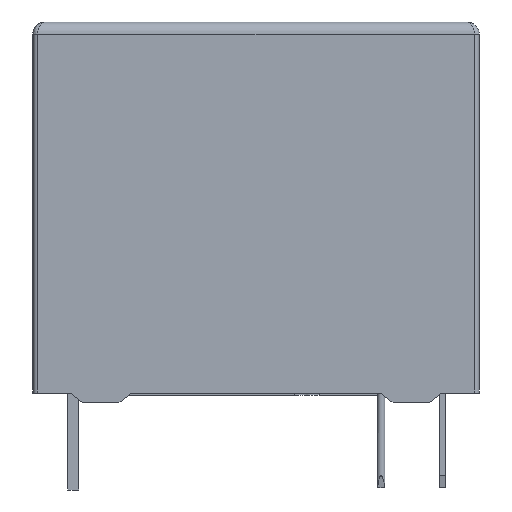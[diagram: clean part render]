
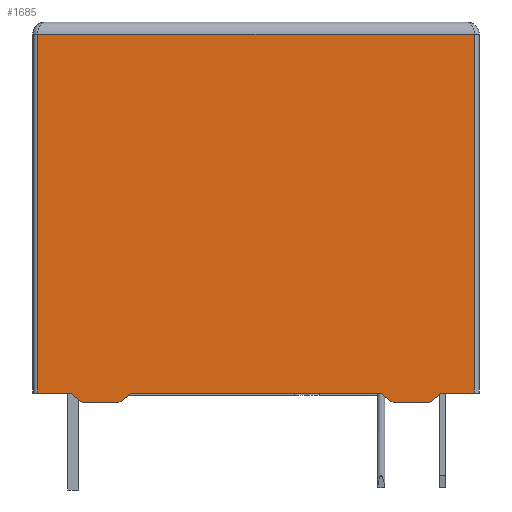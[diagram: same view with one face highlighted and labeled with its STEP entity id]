
A CAD part, front view. The second image highlights one B-rep face of the part: STEP entity #1685.
In plain terms, the highlighted planar face has unit normal (0, -1, 0).
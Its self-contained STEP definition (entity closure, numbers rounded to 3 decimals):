
#1685=ADVANCED_FACE('',(#2305),#1986,.F.);
#1986=PLANE('',#8375);
#2305=FACE_OUTER_BOUND('',#2704,.T.);
#2704=EDGE_LOOP('',(#4301,#4302,#4303,#4304,#4305,#4306,#4307,#4308,#4309,
#4310,#4311,#4312));
#4301=ORIENTED_EDGE('',*,*,#6165,.T.);
#4302=ORIENTED_EDGE('',*,*,#6166,.T.);
#4303=ORIENTED_EDGE('',*,*,#6167,.T.);
#4304=ORIENTED_EDGE('',*,*,#6067,.F.);
#4305=ORIENTED_EDGE('',*,*,#6168,.F.);
#4306=ORIENTED_EDGE('',*,*,#6169,.F.);
#4307=ORIENTED_EDGE('',*,*,#6170,.F.);
#4308=ORIENTED_EDGE('',*,*,#6066,.F.);
#4309=ORIENTED_EDGE('',*,*,#6171,.F.);
#4310=ORIENTED_EDGE('',*,*,#6172,.F.);
#4311=ORIENTED_EDGE('',*,*,#6173,.F.);
#4312=ORIENTED_EDGE('',*,*,#6055,.F.);
#5183=VERTEX_POINT('',#11758);
#5184=VERTEX_POINT('',#11760);
#5192=VERTEX_POINT('',#11777);
#5194=VERTEX_POINT('',#11781);
#5195=VERTEX_POINT('',#11785);
#5196=VERTEX_POINT('',#11786);
#5285=VERTEX_POINT('',#11988);
#5286=VERTEX_POINT('',#11990);
#5287=VERTEX_POINT('',#11993);
#5288=VERTEX_POINT('',#11995);
#5289=VERTEX_POINT('',#11998);
#5290=VERTEX_POINT('',#12000);
#6055=EDGE_CURVE('',#5183,#5184,#6909,.T.);
#6066=EDGE_CURVE('',#5194,#5192,#6919,.T.);
#6067=EDGE_CURVE('',#5195,#5196,#6920,.T.);
#6165=EDGE_CURVE('',#5183,#5285,#7011,.T.);
#6166=EDGE_CURVE('',#5285,#5286,#7012,.T.);
#6167=EDGE_CURVE('',#5286,#5196,#7013,.T.);
#6168=EDGE_CURVE('',#5287,#5195,#7014,.T.);
#6169=EDGE_CURVE('',#5288,#5287,#7015,.T.);
#6170=EDGE_CURVE('',#5192,#5288,#7016,.T.);
#6171=EDGE_CURVE('',#5289,#5194,#7017,.T.);
#6172=EDGE_CURVE('',#5290,#5289,#7018,.T.);
#6173=EDGE_CURVE('',#5184,#5290,#7019,.T.);
#6909=LINE('',#11759,#7733);
#6919=LINE('',#11782,#7743);
#6920=LINE('',#11784,#7744);
#7011=LINE('',#11987,#7835);
#7012=LINE('',#11989,#7836);
#7013=LINE('',#11991,#7837);
#7014=LINE('',#11992,#7838);
#7015=LINE('',#11994,#7839);
#7016=LINE('',#11996,#7840);
#7017=LINE('',#11997,#7841);
#7018=LINE('',#11999,#7842);
#7019=LINE('',#12001,#7843);
#7733=VECTOR('',#9826,1.);
#7743=VECTOR('',#9840,1.);
#7744=VECTOR('',#9843,1.);
#7835=VECTOR('',#9978,1.);
#7836=VECTOR('',#9979,1.);
#7837=VECTOR('',#9980,1.);
#7838=VECTOR('',#9981,1.);
#7839=VECTOR('',#9982,1.);
#7840=VECTOR('',#9983,1.);
#7841=VECTOR('',#9984,1.);
#7842=VECTOR('',#9985,1.);
#7843=VECTOR('',#9986,1.);
#8375=AXIS2_PLACEMENT_3D('',#12002,#9987,#9988);
#9826=DIRECTION('',(1.,0.,0.));
#9840=DIRECTION('',(1.,0.,0.));
#9843=DIRECTION('',(1.,0.,0.));
#9978=DIRECTION('',(0.,0.,-1.));
#9979=DIRECTION('',(1.,0.,0.));
#9980=DIRECTION('',(0.,0.,1.));
#9981=DIRECTION('',(0.781,0.,-0.625));
#9982=DIRECTION('',(1.,0.,0.));
#9983=DIRECTION('',(0.781,0.,0.625));
#9984=DIRECTION('',(0.781,0.,-0.625));
#9985=DIRECTION('',(1.,0.,0.));
#9986=DIRECTION('',(0.781,0.,0.625));
#9987=DIRECTION('',(0.,1.,0.));
#9988=DIRECTION('',(0.,0.,1.));
#11758=CARTESIAN_POINT('',(-9.,-5.1,15.3));
#11759=CARTESIAN_POINT('',(-9.2,-5.1,15.3));
#11760=CARTESIAN_POINT('',(-7.65,-5.1,15.3));
#11777=CARTESIAN_POINT('',(5.15,-5.1,15.3));
#11781=CARTESIAN_POINT('',(-5.15,-5.1,15.3));
#11782=CARTESIAN_POINT('',(-9.2,-5.1,15.3));
#11784=CARTESIAN_POINT('',(-9.2,-5.1,15.3));
#11785=CARTESIAN_POINT('',(7.65,-5.1,15.3));
#11786=CARTESIAN_POINT('',(9.,-5.1,15.3));
#11987=CARTESIAN_POINT('',(-9.,-5.1,15.3));
#11988=CARTESIAN_POINT('',(-9.,-5.1,0.5));
#11989=CARTESIAN_POINT('',(-9.2,-5.1,0.5));
#11990=CARTESIAN_POINT('',(9.,-5.1,0.5));
#11991=CARTESIAN_POINT('',(9.,-5.1,15.3));
#11992=CARTESIAN_POINT('',(7.15,-5.1,15.7));
#11993=CARTESIAN_POINT('',(7.15,-5.1,15.7));
#11994=CARTESIAN_POINT('',(5.65,-5.1,15.7));
#11995=CARTESIAN_POINT('',(5.65,-5.1,15.7));
#11996=CARTESIAN_POINT('',(5.15,-5.1,15.3));
#11997=CARTESIAN_POINT('',(-5.65,-5.1,15.7));
#11998=CARTESIAN_POINT('',(-5.65,-5.1,15.7));
#11999=CARTESIAN_POINT('',(-7.15,-5.1,15.7));
#12000=CARTESIAN_POINT('',(-7.15,-5.1,15.7));
#12001=CARTESIAN_POINT('',(-7.65,-5.1,15.3));
#12002=CARTESIAN_POINT('',(-9.2,-5.1,15.3));
